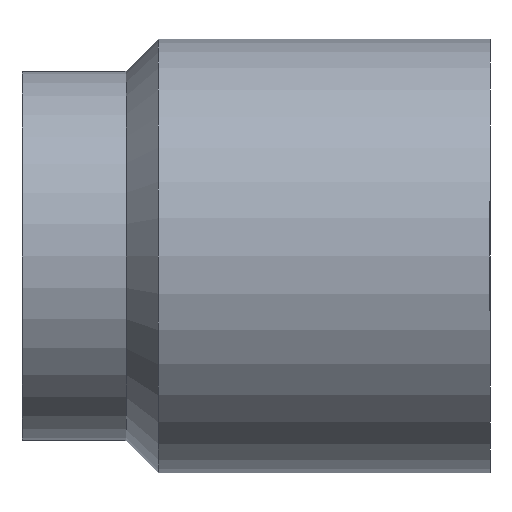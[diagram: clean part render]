
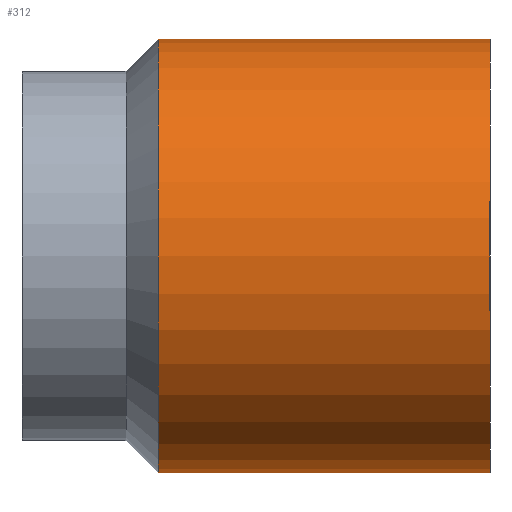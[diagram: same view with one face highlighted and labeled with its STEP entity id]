
A CAD part, left-side view. The second image highlights one B-rep face of the part: STEP entity #312.
In plain terms, the highlighted cylindrical face has radius 12.5 mm (diameter 25 mm), a partial arc.
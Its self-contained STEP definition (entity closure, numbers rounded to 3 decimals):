
#82 = DIRECTION ( 'NONE',  ( 0., -1., 0. ) ) ;
#83 = VECTOR ( 'NONE', #82, 1000. ) ;
#84 = CARTESIAN_POINT ( 'NONE',  ( 0., 0., 12.5 ) ) ;
#85 = LINE ( 'NONE', #84, #83 ) ;
#137 = CARTESIAN_POINT ( 'NONE',  ( 0., 19.15, 12.5 ) ) ;
#159 = CARTESIAN_POINT ( 'NONE',  ( 0., 0., 12.5 ) ) ;
#166 = CARTESIAN_POINT ( 'NONE',  ( 0., 19.15, -12.5 ) ) ;
#177 = VECTOR ( 'NONE', #271, 1000. ) ;
#178 = CARTESIAN_POINT ( 'NONE',  ( 0., 0., -12.5 ) ) ;
#179 = LINE ( 'NONE', #178, #177 ) ;
#180 = CARTESIAN_POINT ( 'NONE',  ( 0., 0., -12.5 ) ) ;
#271 = DIRECTION ( 'NONE',  ( 0., -1., 0. ) ) ;
#303 = ORIENTED_EDGE ( 'NONE', *, *, #406, .F. ) ;
#304 = ORIENTED_EDGE ( 'NONE', *, *, #305, .T. ) ;
#305 = EDGE_CURVE ( 'NONE', #425, #433, #462, .T. ) ;
#306 = ORIENTED_EDGE ( 'NONE', *, *, #411, .T. ) ;
#311 = EDGE_CURVE ( 'NONE', #439, #409, #599, .T. ) ;
#312 = ADVANCED_FACE ( 'NONE', ( #594 ), #593, .T. ) ;
#313 = EDGE_LOOP ( 'NONE', ( #303, #304, #306, #379 ) ) ;
#379 = ORIENTED_EDGE ( 'NONE', *, *, #311, .F. ) ;
#406 = EDGE_CURVE ( 'NONE', #425, #439, #85, .T. ) ;
#409 = VERTEX_POINT ( 'NONE', #180 ) ;
#411 = EDGE_CURVE ( 'NONE', #433, #409, #179, .T. ) ;
#425 = VERTEX_POINT ( 'NONE', #137 ) ;
#433 = VERTEX_POINT ( 'NONE', #166 ) ;
#439 = VERTEX_POINT ( 'NONE', #159 ) ;
#458 = DIRECTION ( 'NONE',  ( 0., 0., -1. ) ) ;
#459 = DIRECTION ( 'NONE',  ( 0., -1., 0. ) ) ;
#460 = CARTESIAN_POINT ( 'NONE',  ( 0., 19.15, 0. ) ) ;
#461 = AXIS2_PLACEMENT_3D ( 'NONE', #460, #459, #458 ) ;
#462 = CIRCLE ( 'NONE', #461, 12.5 ) ;
#589 = DIRECTION ( 'NONE',  ( 0., 0., -1. ) ) ;
#590 = DIRECTION ( 'NONE',  ( 0., -1., 0. ) ) ;
#591 = CARTESIAN_POINT ( 'NONE',  ( 0., 0., 0. ) ) ;
#592 = AXIS2_PLACEMENT_3D ( 'NONE', #591, #590, #589 ) ;
#593 = CYLINDRICAL_SURFACE ( 'NONE', #592, 12.5 ) ;
#594 = FACE_OUTER_BOUND ( 'NONE', #313, .T. ) ;
#595 = DIRECTION ( 'NONE',  ( 0., 0., -1. ) ) ;
#596 = DIRECTION ( 'NONE',  ( 0., -1., 0. ) ) ;
#597 = CARTESIAN_POINT ( 'NONE',  ( 0., 0., 0. ) ) ;
#598 = AXIS2_PLACEMENT_3D ( 'NONE', #597, #596, #595 ) ;
#599 = CIRCLE ( 'NONE', #598, 12.5 ) ;
